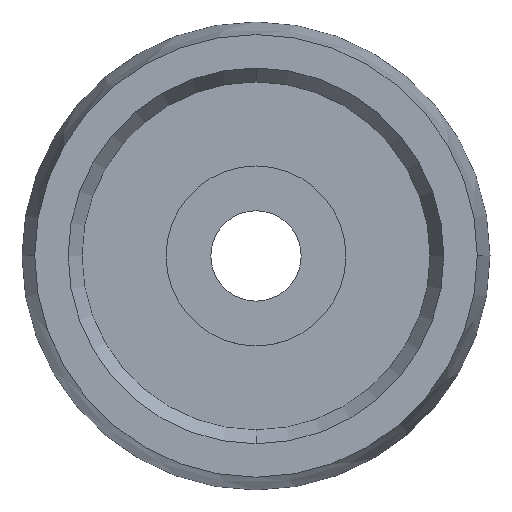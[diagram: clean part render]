
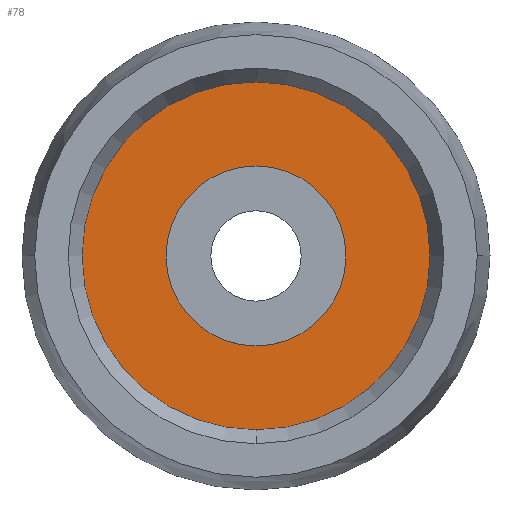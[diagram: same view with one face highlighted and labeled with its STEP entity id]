
A CAD part, top view. The second image highlights one B-rep face of the part: STEP entity #78.
In plain terms, the highlighted planar face has unit normal (0, 0, 1).
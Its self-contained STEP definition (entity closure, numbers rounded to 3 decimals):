
#8 = PLANE ( 'NONE',  #343 ) ;
#41 = DIRECTION ( 'NONE',  ( -1., 0., 0. ) ) ;
#44 = ORIENTED_EDGE ( 'NONE', *, *, #128, .F. ) ;
#52 = ORIENTED_EDGE ( 'NONE', *, *, #156, .F. ) ;
#58 = CARTESIAN_POINT ( 'NONE',  ( 0., 0., 4. ) ) ;
#71 = CARTESIAN_POINT ( 'NONE',  ( 0., 0., 4. ) ) ;
#72 = AXIS2_PLACEMENT_3D ( 'NONE', #170, #162, #41 ) ;
#78 = ADVANCED_FACE ( 'NONE', ( #253, #468 ), #8, .F. ) ;
#79 = CIRCLE ( 'NONE', #198, 15.572 ) ;
#83 = AXIS2_PLACEMENT_3D ( 'NONE', #435, #284, #438 ) ;
#102 = AXIS2_PLACEMENT_3D ( 'NONE', #58, #401, #315 ) ;
#103 = CARTESIAN_POINT ( 'NONE',  ( -15.572, 0., 4. ) ) ;
#113 = ORIENTED_EDGE ( 'NONE', *, *, #117, .F. ) ;
#117 = EDGE_CURVE ( 'NONE', #161, #443, #473, .T. ) ;
#128 = EDGE_CURVE ( 'NONE', #384, #407, #149, .T. ) ;
#149 = CIRCLE ( 'NONE', #83, 15.572 ) ;
#156 = EDGE_CURVE ( 'NONE', #443, #161, #406, .T. ) ;
#161 = VERTEX_POINT ( 'NONE', #322 ) ;
#162 = DIRECTION ( 'NONE',  ( 0., 0., 1. ) ) ;
#170 = CARTESIAN_POINT ( 'NONE',  ( 0., 0., 4. ) ) ;
#198 = AXIS2_PLACEMENT_3D ( 'NONE', #71, #372, #295 ) ;
#203 = CARTESIAN_POINT ( 'NONE',  ( 0., 0., 4. ) ) ;
#253 = FACE_BOUND ( 'NONE', #264, .T. ) ;
#264 = EDGE_LOOP ( 'NONE', ( #52, #113 ) ) ;
#284 = DIRECTION ( 'NONE',  ( 0., 0., -1. ) ) ;
#295 = DIRECTION ( 'NONE',  ( -1., 0., 0. ) ) ;
#315 = DIRECTION ( 'NONE',  ( -1., 0., 0. ) ) ;
#322 = CARTESIAN_POINT ( 'NONE',  ( 7.5, 0., 4. ) ) ;
#343 = AXIS2_PLACEMENT_3D ( 'NONE', #203, #345, #350 ) ;
#345 = DIRECTION ( 'NONE',  ( 0., 0., -1. ) ) ;
#349 = EDGE_LOOP ( 'NONE', ( #44, #420 ) ) ;
#350 = DIRECTION ( 'NONE',  ( -1., 0., 0. ) ) ;
#372 = DIRECTION ( 'NONE',  ( 0., 0., -1. ) ) ;
#384 = VERTEX_POINT ( 'NONE', #103 ) ;
#401 = DIRECTION ( 'NONE',  ( 0., 0., 1. ) ) ;
#406 = CIRCLE ( 'NONE', #102, 7.5 ) ;
#407 = VERTEX_POINT ( 'NONE', #442 ) ;
#420 = ORIENTED_EDGE ( 'NONE', *, *, #436, .F. ) ;
#435 = CARTESIAN_POINT ( 'NONE',  ( 0., 0., 4. ) ) ;
#436 = EDGE_CURVE ( 'NONE', #407, #384, #79, .T. ) ;
#438 = DIRECTION ( 'NONE',  ( -1., 0., 0. ) ) ;
#442 = CARTESIAN_POINT ( 'NONE',  ( 15.572, 0., 4. ) ) ;
#443 = VERTEX_POINT ( 'NONE', #486 ) ;
#468 = FACE_OUTER_BOUND ( 'NONE', #349, .T. ) ;
#473 = CIRCLE ( 'NONE', #72, 7.5 ) ;
#486 = CARTESIAN_POINT ( 'NONE',  ( -7.5, 0., 4. ) ) ;
